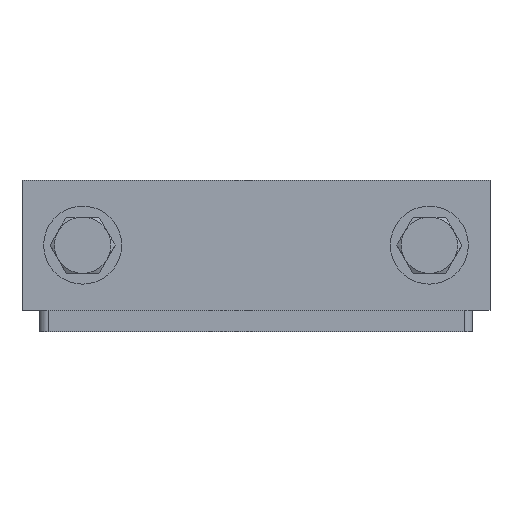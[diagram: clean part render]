
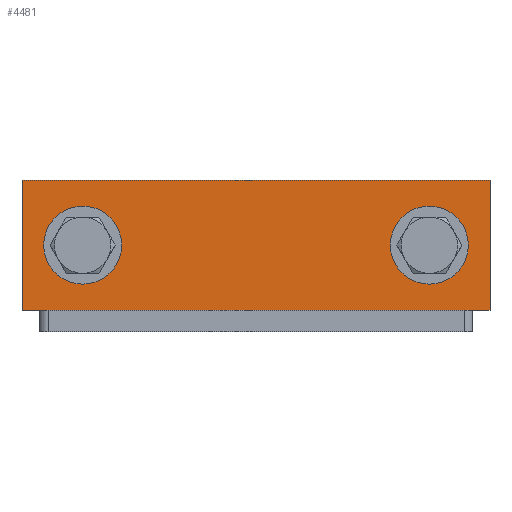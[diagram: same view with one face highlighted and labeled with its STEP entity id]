
A CAD part, front view. The second image highlights one B-rep face of the part: STEP entity #4481.
In plain terms, the highlighted planar face has unit normal (0, -1, 0).
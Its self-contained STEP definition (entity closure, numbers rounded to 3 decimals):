
#415=FACE_OUTER_BOUND('',#686,.T.);
#686=EDGE_LOOP('',(#3597,#3598,#3599,#3600));
#1193=LINE('',#7326,#1631);
#1201=LINE('',#7341,#1639);
#1203=LINE('',#7345,#1641);
#1204=LINE('',#7346,#1642);
#1631=VECTOR('',#5439,10.);
#1639=VECTOR('',#5453,10.);
#1641=VECTOR('',#5457,10.);
#1642=VECTOR('',#5458,10.);
#2026=VERTEX_POINT('',#7323);
#2027=VERTEX_POINT('',#7325);
#2030=VERTEX_POINT('',#7338);
#2032=VERTEX_POINT('',#7344);
#2575=EDGE_CURVE('',#2027,#2026,#1193,.T.);
#2583=EDGE_CURVE('',#2030,#2026,#1201,.T.);
#2585=EDGE_CURVE('',#2032,#2030,#1203,.T.);
#2586=EDGE_CURVE('',#2032,#2027,#1204,.T.);
#3597=ORIENTED_EDGE('',*,*,#2585,.F.);
#3598=ORIENTED_EDGE('',*,*,#2586,.T.);
#3599=ORIENTED_EDGE('',*,*,#2575,.T.);
#3600=ORIENTED_EDGE('',*,*,#2583,.F.);
#4227=PLANE('',#4733);
#4481=ADVANCED_FACE('',(#415),#4227,.F.);
#4733=AXIS2_PLACEMENT_3D('',#7343,#5455,#5456);
#5439=DIRECTION('',(1.,0.,0.));
#5453=DIRECTION('',(0.,0.,-1.));
#5455=DIRECTION('center_axis',(0.,1.,0.));
#5456=DIRECTION('ref_axis',(1.,0.,0.));
#5457=DIRECTION('',(1.,0.,0.));
#5458=DIRECTION('',(0.,0.,-1.));
#7323=CARTESIAN_POINT('',(54.,-49.25,-30.));
#7325=CARTESIAN_POINT('',(-54.,-49.25,-30.));
#7326=CARTESIAN_POINT('',(-54.,-49.25,-30.));
#7338=CARTESIAN_POINT('',(54.,-49.25,0.));
#7341=CARTESIAN_POINT('',(54.,-49.25,0.));
#7343=CARTESIAN_POINT('Origin',(-54.,-49.25,0.));
#7344=CARTESIAN_POINT('',(-54.,-49.25,0.));
#7345=CARTESIAN_POINT('',(-54.,-49.25,0.));
#7346=CARTESIAN_POINT('',(-54.,-49.25,0.));
